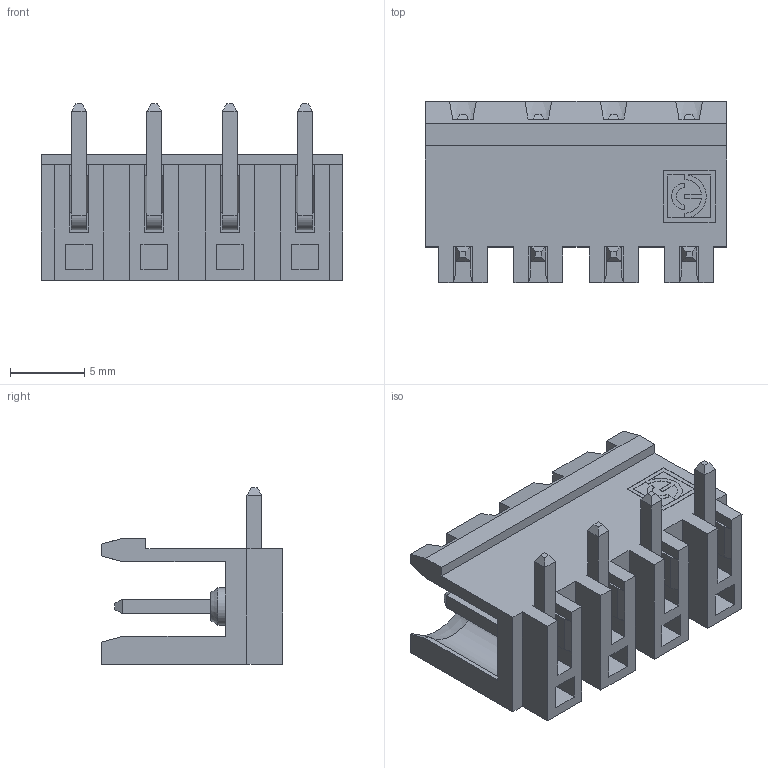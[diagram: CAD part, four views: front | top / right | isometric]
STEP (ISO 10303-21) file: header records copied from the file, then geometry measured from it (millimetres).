
FILE_DESCRIPTION(('STEP AP214'),'1');
FILE_NAME('PV04-5,08-HR.stp','2020-05-26T14:59:59',(' '),(' '),'Spatial InterOp 3D',' ',' ');
FILE_SCHEMA(('automotive_design'));
Length unit declared in the file: metre
Products named in the file (1): 1
Bounding box: 20.32 x 12.2 x 11.9 mm (x, y, z)
Volume: 857 mm3; surface area: 1702.1 mm2
Topology: 1 solids, 1 shells, 273 faces, 685 edges, 430 vertices
Faces by surface type: plane 246, cylinder 18, cone 8, extrusion 1
Full cylindrical faces by diameter (mm): 2.5 x4
Entity records: 10067 total; most frequent: CARTESIAN_POINT 1415, ORIENTED_EDGE 1346, DIRECTION 1254, EDGE_CURVE 673, VECTOR 620, LINE 619, VERTEX_POINT 426, AXIS2_PLACEMENT_3D 317
